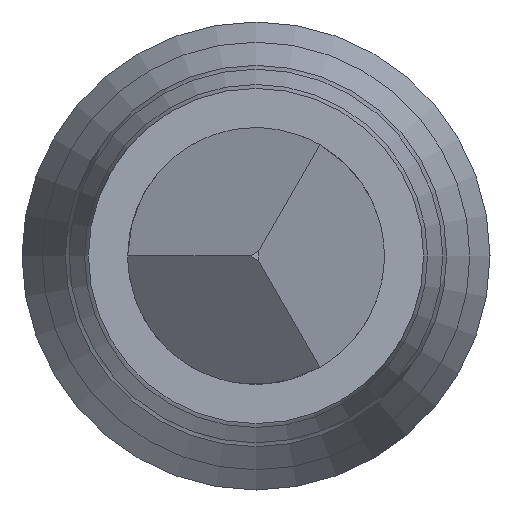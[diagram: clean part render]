
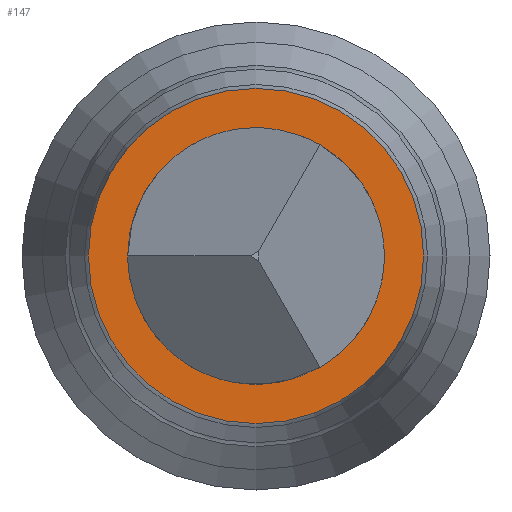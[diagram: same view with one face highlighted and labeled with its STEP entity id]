
A CAD part, front view. The second image highlights one B-rep face of the part: STEP entity #147.
In plain terms, the highlighted planar face has unit normal (0, -1, 0).
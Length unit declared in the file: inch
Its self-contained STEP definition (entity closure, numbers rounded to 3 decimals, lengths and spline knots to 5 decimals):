
#8 = CARTESIAN_POINT ( 'NONE',  ( -0.0145, -0.475, 0. ) ) ;
#22 = DIRECTION ( 'NONE',  ( 0., 0., -1. ) ) ;
#41 = VERTEX_POINT ( 'NONE', #668 ) ;
#49 = FACE_OUTER_BOUND ( 'NONE', #343, .T. ) ;
#71 = CIRCLE ( 'NONE', #1071, 0.0145 ) ;
#89 = DIRECTION ( 'NONE',  ( 0., 1., 0. ) ) ;
#147 = ADVANCED_FACE ( 'NONE', ( #284, #49 ), #517, .T. ) ;
#159 = CIRCLE ( 'NONE', #1077, 0.0111 ) ;
#284 = FACE_BOUND ( 'NONE', #651, .T. ) ;
#343 = EDGE_LOOP ( 'NONE', ( #849 ) ) ;
#354 = DIRECTION ( 'NONE',  ( 0., -1., 0. ) ) ;
#430 = CARTESIAN_POINT ( 'NONE',  ( 0., -0.475, 0. ) ) ;
#517 = PLANE ( 'NONE',  #920 ) ;
#546 = EDGE_CURVE ( 'NONE', #552, #552, #159, .T. ) ;
#552 = VERTEX_POINT ( 'NONE', #738 ) ;
#601 = EDGE_CURVE ( 'NONE', #41, #41, #71, .T. ) ;
#651 = EDGE_LOOP ( 'NONE', ( #763 ) ) ;
#668 = CARTESIAN_POINT ( 'NONE',  ( 0., -0.475, 0.0145 ) ) ;
#738 = CARTESIAN_POINT ( 'NONE',  ( 0., -0.475, -0.0111 ) ) ;
#752 = DIRECTION ( 'NONE',  ( 0., -1., 0. ) ) ;
#763 = ORIENTED_EDGE ( 'NONE', *, *, #546, .F. ) ;
#849 = ORIENTED_EDGE ( 'NONE', *, *, #601, .F. ) ;
#920 = AXIS2_PLACEMENT_3D ( 'NONE', #8, #354, #22 ) ;
#945 = DIRECTION ( 'NONE',  ( 0., 0., 1. ) ) ;
#1010 = CARTESIAN_POINT ( 'NONE',  ( 0., -0.475, 0. ) ) ;
#1071 = AXIS2_PLACEMENT_3D ( 'NONE', #430, #89, #945 ) ;
#1077 = AXIS2_PLACEMENT_3D ( 'NONE', #1010, #752, #1099 ) ;
#1099 = DIRECTION ( 'NONE',  ( 0., 0., -1. ) ) ;
